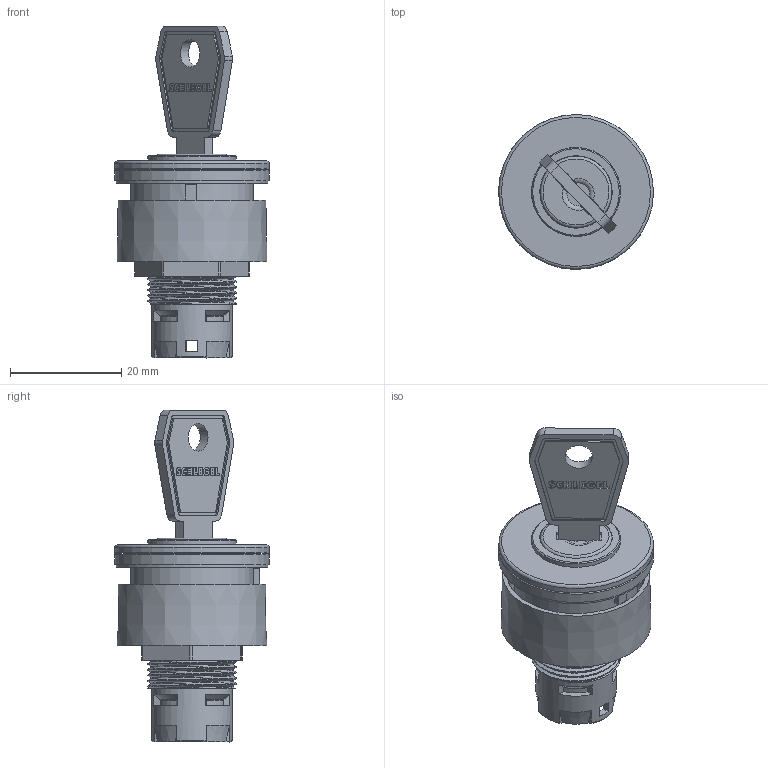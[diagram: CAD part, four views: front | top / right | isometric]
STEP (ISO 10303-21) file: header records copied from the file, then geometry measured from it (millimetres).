
FILE_DESCRIPTION(/* description */ (''),/* implementation_level */ '2;1');
FILE_NAME(/* name */ 'RXJSSA17E_ipt.stp',/* time_stamp */ '2017-05-18T11:10:38+02:00',/* author */ ('ahoffmann'),/* organization */ (''),/* preprocessor_version */ 'ST-DEVELOPER v16.1',/* originating_system */ 'Autodesk Inventor 2016',/* authorisation */ '');
FILE_SCHEMA (('AUTOMOTIVE_DESIGN { 1 0 10303 214 3 1 1 }'));
Length unit declared in the file: centimetre
Products named in the file (1): RXJSSA17E_vereinfacht
Bounding box: 27.9 x 27.9 x 59.8 mm (x, y, z)
Volume: 12575.8 mm3; surface area: 7294.9 mm2
Topology: 1 solids, 1 shells, 736 faces, 2074 edges, 1381 vertices
Faces by surface type: plane 653, cylinder 47, cone 16, torus 15, bspline 3, sphere 2
Full cylindrical faces by diameter (mm): 5 x1, 12.1 x1, 12.9 x1, 13.05 x1, 14.6 x1, 16 x1, 16.05 x1, 21.607 x2, 22.15 x1, 25 x1, 27.4 x1, 27.85 x1, 27.9 x1
Entity records: 25450 total; most frequent: CARTESIAN_POINT 6514, ORIENTED_EDGE 4076, DIRECTION 3605, EDGE_CURVE 2038, LINE 1827, VECTOR 1827, VERTEX_POINT 1371, AXIS2_PLACEMENT_3D 889
